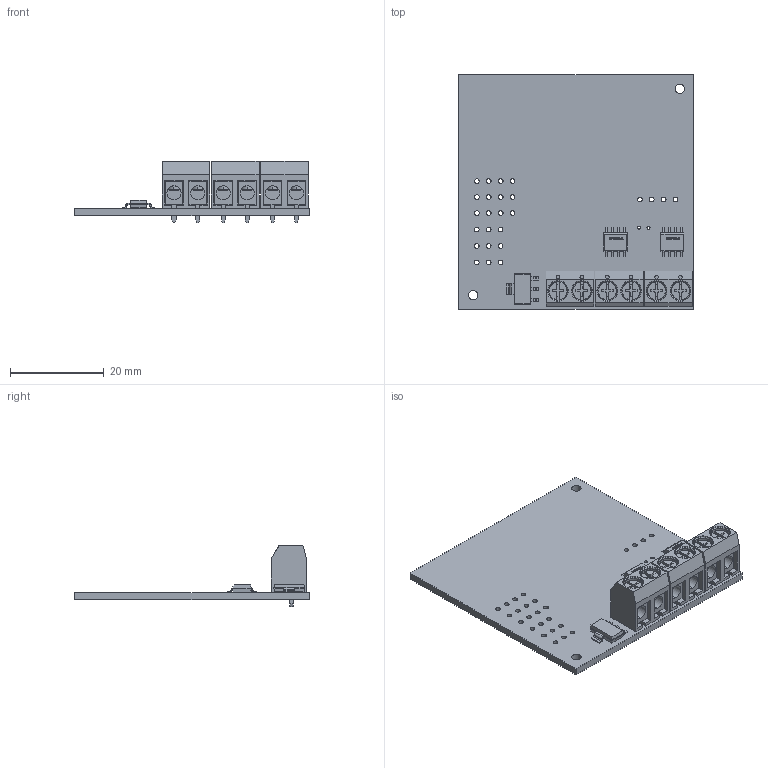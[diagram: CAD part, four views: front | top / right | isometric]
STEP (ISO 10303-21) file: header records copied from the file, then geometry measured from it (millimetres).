
FILE_DESCRIPTION(('KiCad electronic assembly'),'2;1');
FILE_NAME('RobotLaberinto_PCB.step','2023-10-16T22:15:46',('Pcbnew'),( 'Kicad'),'Open CASCADE STEP processor 7.6','KiCad to STEP converter' ,'Unknown');
FILE_SCHEMA(('AUTOMOTIVE_DESIGN { 1 0 10303 214 1 1 1 1 }'));
Length unit declared in the file: millimetre
Products named in the file (8): RobotLaberinto_PCB 1; SOT-223; SOLID; Bornera2_Azul; COMPOUND; SSOP-8; PCB
Assembly tree (10 placements, depth 3):
  RobotLaberinto_PCB 1
    SOT-223
      SOLID
    Bornera2_Azul  x3
      COMPOUND
    SSOP-8  x2
      SOLID
    PCB
Bounding box: 50 x 50 x 13.05 mm (x, y, z)
Volume: 5666.4 mm3; surface area: 9466.3 mm2
Topology: 7 solids, 7 shells, 1241 faces, 3391 edges, 2220 vertices
Faces by surface type: plane 650, cylinder 351, bspline 216, cone 24
Full cylindrical faces by diameter (mm): 0.3 x96, 0.4 x48, 0.65 x2, 1.001 x25, 1.3 x6, 1.999 x2
Entity records: 58023 total; most frequent: CARTESIAN_POINT 20145, DIRECTION 6192, LINE 3786, VECTOR 3786, ORIENTED_EDGE 3672, PCURVE 3672, DEFINITIONAL_REPRESENTATION 3672, EDGE_CURVE 1836
